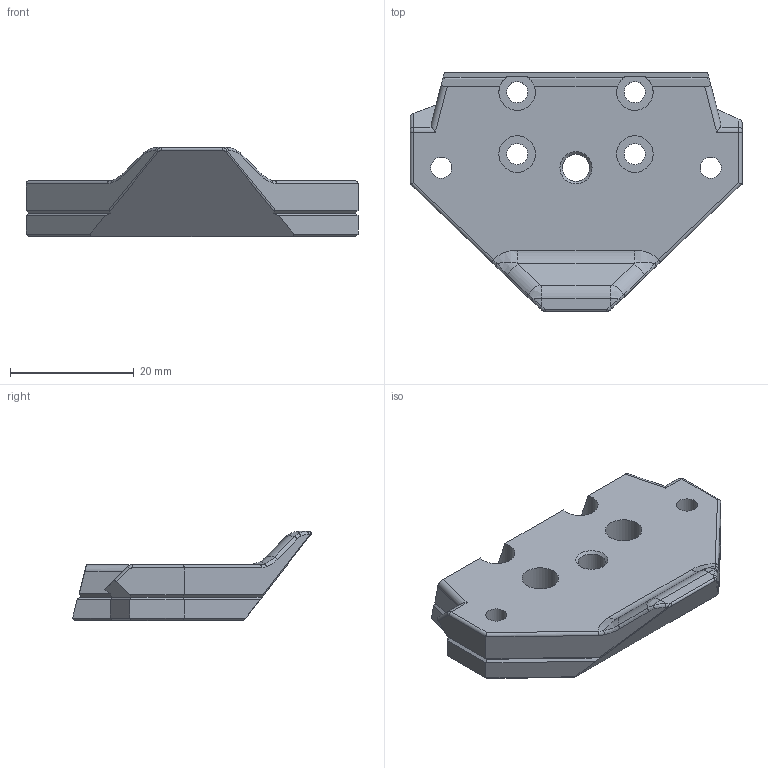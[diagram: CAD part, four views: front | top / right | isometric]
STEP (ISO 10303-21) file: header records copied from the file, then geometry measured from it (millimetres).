
FILE_DESCRIPTION(/* description */ ('STEP AP242','CAx-IF Rec.Pracs.---Representation and Presentation of Product Manufacturing Information (PMI)---4.0---2014-10-13','CAx-IF Rec.Pracs.---3D Tessellated Geometry---0.4---2014-09-14','2;1'),/* implementation_level */ '2;1');
FILE_NAME(/* name */ 'A4T - LGX-L_VZHex Adapter [xol-carriage]',/* time_stamp */ '2025-01-12T06:32:00Z',/* author */ (''),/* organization */ (''),/* preprocessor_version */ 'ST-DEVELOPER v20',/* originating_system */ 'ONSHAPE BY PTC INC, 1.192',/* authorisation */ ' ');
FILE_SCHEMA (('AP242_MANAGED_MODEL_BASED_3D_ENGINEERING_MIM_LF { 1 0 10303 442 1 1 4 }'));
Length unit declared in the file: millimetre
Products named in the file (2): A4T - LGX-L_VZHex Adapter [xol-carriage]
Assembly tree (1 placements, depth 2):
  A4T - LGX-L_VZHex Adapter [xol-carriage]
    A4T - LGX-L_VZHex Adapter [xol-carriage]
Bounding box: 53.59 x 38.55 x 14.4 mm (x, y, z)
Volume: 11583.2 mm3; surface area: 4962.7 mm2
Topology: 1 solids, 1 shells, 151 faces, 380 edges, 233 vertices
Faces by surface type: plane 89, cylinder 34, bspline 18, cone 8, torus 2
Full cylindrical faces by diameter (mm): 3.4 x6, 4.4 x1, 5.9 x2, 6 x2
Entity records: 4577 total; most frequent: CARTESIAN_POINT 1023, DIRECTION 734, ORIENTED_EDGE 712, EDGE_CURVE 356, AXIS2_PLACEMENT_3D 263, VERTEX_POINT 228, LINE 208, VECTOR 208
